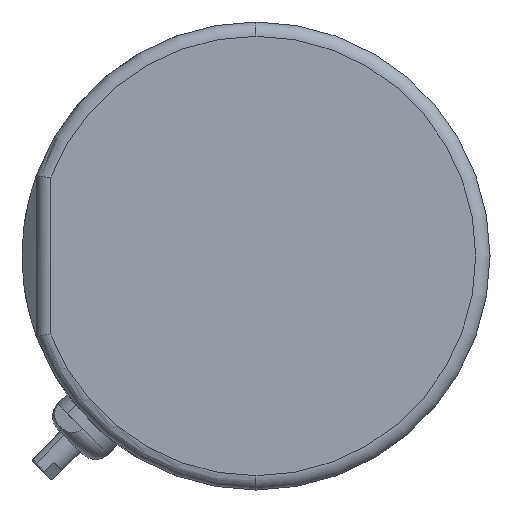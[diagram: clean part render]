
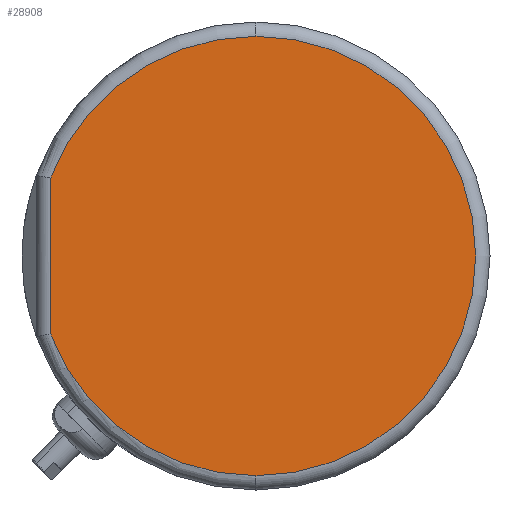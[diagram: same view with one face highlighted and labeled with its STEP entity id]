
A CAD part, left-side view. The second image highlights one B-rep face of the part: STEP entity #28908.
In plain terms, the highlighted planar face has unit normal (-1, 0, 0).
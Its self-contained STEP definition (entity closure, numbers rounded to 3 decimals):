
#3675 = CARTESIAN_POINT ( 'NONE',  ( -41.5, 0., 30.7 ) ) ;
#3842 = DIRECTION ( 'NONE',  ( 0., 0., 1. ) ) ;
#4254 = VERTEX_POINT ( 'NONE', #3675 ) ;
#4423 = EDGE_CURVE ( 'NONE', #32410, #14715, #6358, .T. ) ;
#4516 = CIRCLE ( 'NONE', #12909, 30.7 ) ;
#5001 = DIRECTION ( 'NONE',  ( 0., 0., 1. ) ) ;
#5959 = EDGE_CURVE ( 'NONE', #14949, #4254, #21898, .T. ) ;
#6358 = LINE ( 'NONE', #6723, #14708 ) ;
#6723 = CARTESIAN_POINT ( 'NONE',  ( -41.5, 28.7, -11.261 ) ) ;
#6761 = DIRECTION ( 'NONE',  ( -1., 0., 0. ) ) ;
#7471 = AXIS2_PLACEMENT_3D ( 'NONE', #36542, #6761, #22104 ) ;
#8701 = CIRCLE ( 'NONE', #7471, 30.7 ) ;
#9745 = EDGE_CURVE ( 'NONE', #14715, #14949, #8701, .T. ) ;
#10540 = ORIENTED_EDGE ( 'NONE', *, *, #17767, .T. ) ;
#11745 = ORIENTED_EDGE ( 'NONE', *, *, #9745, .T. ) ;
#11868 = EDGE_LOOP ( 'NONE', ( #11745, #28599, #10540, #33979 ) ) ;
#12909 = AXIS2_PLACEMENT_3D ( 'NONE', #27223, #30462, #3842 ) ;
#14156 = CARTESIAN_POINT ( 'NONE',  ( -41.5, 0., 0. ) ) ;
#14708 = VECTOR ( 'NONE', #18323, 1000. ) ;
#14715 = VERTEX_POINT ( 'NONE', #15183 ) ;
#14949 = VERTEX_POINT ( 'NONE', #15746 ) ;
#15183 = CARTESIAN_POINT ( 'NONE',  ( -41.5, 28.7, -10.9 ) ) ;
#15572 = DIRECTION ( 'NONE',  ( -1., 0., 0. ) ) ;
#15746 = CARTESIAN_POINT ( 'NONE',  ( -41.5, 0., -30.7 ) ) ;
#17767 = EDGE_CURVE ( 'NONE', #4254, #32410, #4516, .T. ) ;
#18323 = DIRECTION ( 'NONE',  ( 0., 0., -1. ) ) ;
#19878 = FACE_OUTER_BOUND ( 'NONE', #11868, .T. ) ;
#21898 = CIRCLE ( 'NONE', #26777, 30.7 ) ;
#22104 = DIRECTION ( 'NONE',  ( 0., 0., 1. ) ) ;
#22304 = DIRECTION ( 'NONE',  ( -1., 0., 0. ) ) ;
#24313 = DIRECTION ( 'NONE',  ( 0., 0., 1. ) ) ;
#26777 = AXIS2_PLACEMENT_3D ( 'NONE', #32692, #15572, #24313 ) ;
#27223 = CARTESIAN_POINT ( 'NONE',  ( -41.5, 0., 0. ) ) ;
#28599 = ORIENTED_EDGE ( 'NONE', *, *, #5959, .T. ) ;
#28908 = ADVANCED_FACE ( 'NONE', ( #19878 ), #31477, .T. ) ;
#30462 = DIRECTION ( 'NONE',  ( -1., 0., 0. ) ) ;
#31477 = PLANE ( 'NONE',  #31606 ) ;
#31606 = AXIS2_PLACEMENT_3D ( 'NONE', #14156, #22304, #5001 ) ;
#32410 = VERTEX_POINT ( 'NONE', #37381 ) ;
#32692 = CARTESIAN_POINT ( 'NONE',  ( -41.5, 0., 0. ) ) ;
#33979 = ORIENTED_EDGE ( 'NONE', *, *, #4423, .T. ) ;
#36542 = CARTESIAN_POINT ( 'NONE',  ( -41.5, 0., 0. ) ) ;
#37381 = CARTESIAN_POINT ( 'NONE',  ( -41.5, 28.7, 10.9 ) ) ;
